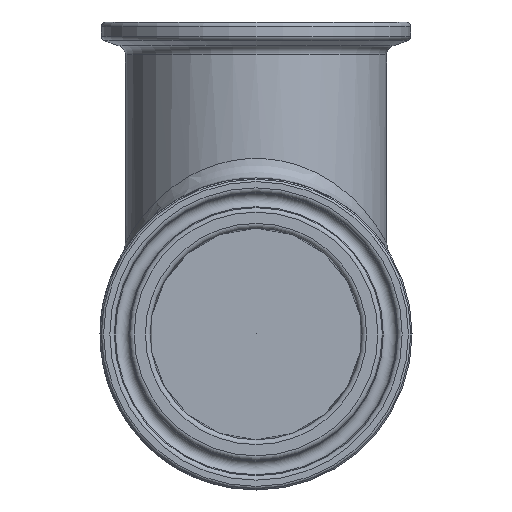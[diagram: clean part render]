
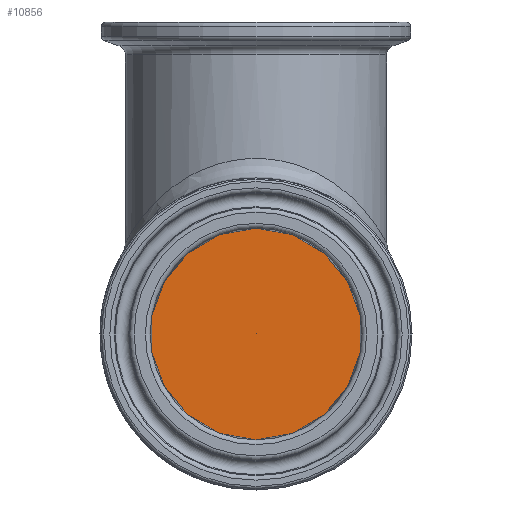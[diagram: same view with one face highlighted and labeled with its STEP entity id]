
A CAD part, front view. The second image highlights one B-rep face of the part: STEP entity #10856.
In plain terms, the highlighted conical face has half-angle 90 degrees and reference radius 17.221 mm.
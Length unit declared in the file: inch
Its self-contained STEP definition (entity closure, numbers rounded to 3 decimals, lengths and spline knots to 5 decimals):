
#328 = CARTESIAN_POINT ( 'NONE',  ( 0., 1.02549, 0.678 ) ) ;
#676 = AXIS2_PLACEMENT_3D ( 'NONE', #24707, #14901, #13031 ) ;
#1055 = AXIS2_PLACEMENT_3D ( 'NONE', #19437, #1716, #13427 ) ;
#1716 = DIRECTION ( 'NONE',  ( 0., 1., 0. ) ) ;
#1835 = CIRCLE ( 'NONE', #1055, 0.678 ) ;
#2764 = ORIENTED_EDGE ( 'NONE', *, *, #4704, .F. ) ;
#3079 = FACE_OUTER_BOUND ( 'NONE', #8347, .T. ) ;
#4704 = EDGE_CURVE ( 'NONE', #16703, #16703, #1835, .T. ) ;
#8347 = EDGE_LOOP ( 'NONE', ( #2764 ) ) ;
#9287 = CONICAL_SURFACE ( 'NONE', #676, 0.678, 1.571 ) ;
#10856 = ADVANCED_FACE ( 'NONE', ( #3079 ), #9287, .T. ) ;
#13031 = DIRECTION ( 'NONE',  ( 0., 0., 1. ) ) ;
#13427 = DIRECTION ( 'NONE',  ( 0., 0., 1. ) ) ;
#14901 = DIRECTION ( 'NONE',  ( 0., 1., 0. ) ) ;
#16703 = VERTEX_POINT ( 'NONE', #328 ) ;
#19437 = CARTESIAN_POINT ( 'NONE',  ( 0., 1.02549, 0. ) ) ;
#24707 = CARTESIAN_POINT ( 'NONE',  ( 0., 1.02549, 0. ) ) ;
